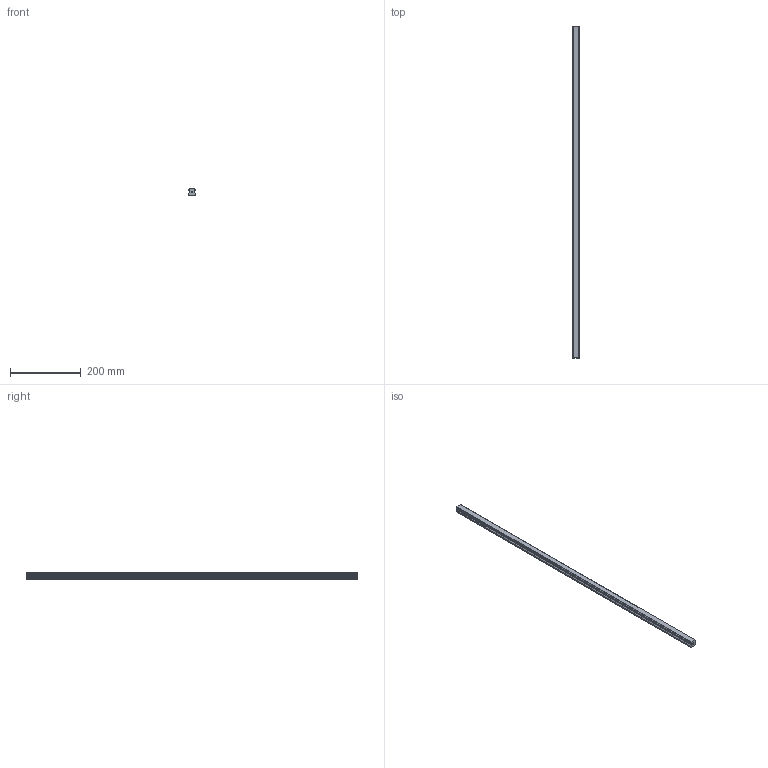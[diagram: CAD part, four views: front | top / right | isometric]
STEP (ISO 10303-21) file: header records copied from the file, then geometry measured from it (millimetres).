
FILE_DESCRIPTION(('STEP AP214'),'1');
FILE_NAME('cctmp_0091955A-B2F1-4019-B152-E097E8B4F777_2021_01_21_15_39_16_0953..stp','2021-01-21T14:39:17',('HIWIN GmbH'),('CADClick - www.CADClick.com'),'Spatial InterOp 3D',' ','unknown authorization');
FILE_SCHEMA(('AUTOMOTIVE_DESIGN'));
Length unit declared in the file: millimetre
Products named in the file (1): HGR20T940C_FILE
Bounding box: 20 x 940 x 17.5 mm (x, y, z)
Volume: 277555.6 mm3; surface area: 75386.6 mm2
Topology: 1 solids, 1 shells, 171 faces, 463 edges, 282 vertices
Faces by surface type: plane 85, cylinder 54, cone 32
Entity records: 6497 total; most frequent: CARTESIAN_POINT 885, DIRECTION 883, ORIENTED_EDGE 862, EDGE_CURVE 431, LINE 323, VECTOR 323, VERTEX_POINT 282, AXIS2_PLACEMENT_3D 280
